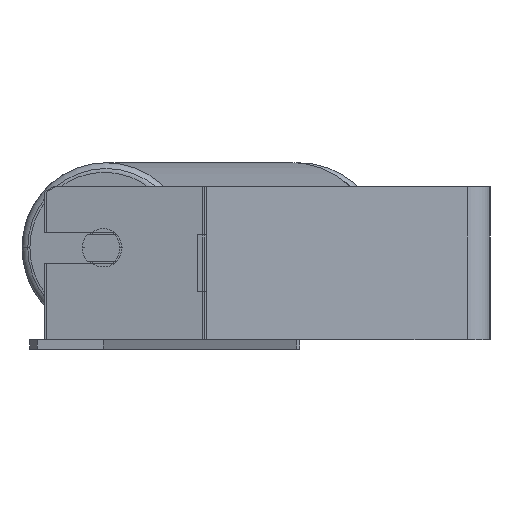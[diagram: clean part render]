
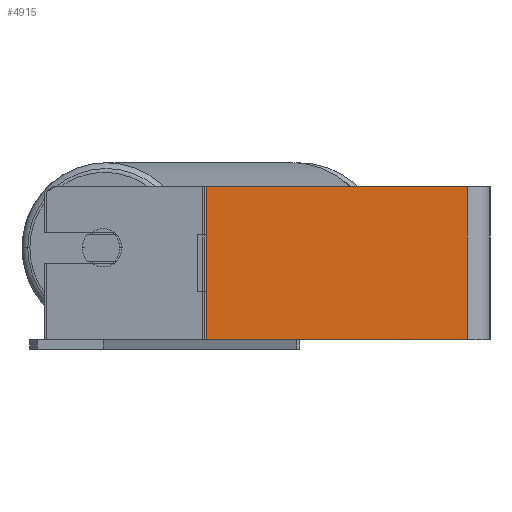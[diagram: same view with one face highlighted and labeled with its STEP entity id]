
A CAD part, left-side view. The second image highlights one B-rep face of the part: STEP entity #4915.
In plain terms, the highlighted planar face has unit normal (-1, 0, 0).
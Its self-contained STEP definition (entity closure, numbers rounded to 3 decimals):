
#10 = CARTESIAN_POINT ( 'NONE',  ( -900., 149.129, 40. ) ) ;
#107 = LINE ( 'NONE', #10, #2000 ) ;
#969 = ORIENTED_EDGE ( 'NONE', *, *, #8764, .F. ) ;
#1129 = DIRECTION ( 'NONE',  ( 0., 0., -1. ) ) ;
#1459 = ORIENTED_EDGE ( 'NONE', *, *, #7652, .F. ) ;
#2000 = VECTOR ( 'NONE', #7377, 1000. ) ;
#2604 = FACE_OUTER_BOUND ( 'NONE', #9019, .T. ) ;
#2632 = CARTESIAN_POINT ( 'NONE',  ( -900., 148.08, 40. ) ) ;
#2744 = DIRECTION ( 'NONE',  ( 1., 0., 0. ) ) ;
#2806 = CARTESIAN_POINT ( 'NONE',  ( -900., 12., -40. ) ) ;
#2916 = EDGE_CURVE ( 'NONE', #6762, #4640, #9163, .T. ) ;
#3441 = DIRECTION ( 'NONE',  ( 0., -1., 0. ) ) ;
#3578 = CARTESIAN_POINT ( 'NONE',  ( -900., 149.129, -40. ) ) ;
#3742 = ORIENTED_EDGE ( 'NONE', *, *, #5712, .T. ) ;
#3970 = CARTESIAN_POINT ( 'NONE',  ( -900., 149.129, 40. ) ) ;
#4204 = ORIENTED_EDGE ( 'NONE', *, *, #2916, .T. ) ;
#4640 = VERTEX_POINT ( 'NONE', #2806 ) ;
#4675 = AXIS2_PLACEMENT_3D ( 'NONE', #3970, #2744, #1129 ) ;
#4915 = ADVANCED_FACE ( 'NONE', ( #2604 ), #7010, .F. ) ;
#5502 = VECTOR ( 'NONE', #6326, 1000. ) ;
#5535 = LINE ( 'NONE', #9082, #5502 ) ;
#5591 = VECTOR ( 'NONE', #7699, 1000. ) ;
#5712 = EDGE_CURVE ( 'NONE', #7148, #6762, #9107, .T. ) ;
#5748 = CARTESIAN_POINT ( 'NONE',  ( -900., 12., 40. ) ) ;
#6326 = DIRECTION ( 'NONE',  ( 0., 0., -1. ) ) ;
#6762 = VERTEX_POINT ( 'NONE', #7432 ) ;
#7010 = PLANE ( 'NONE',  #4675 ) ;
#7148 = VERTEX_POINT ( 'NONE', #7608 ) ;
#7377 = DIRECTION ( 'NONE',  ( 0., -1., 0. ) ) ;
#7432 = CARTESIAN_POINT ( 'NONE',  ( -900., 148.08, -40. ) ) ;
#7608 = CARTESIAN_POINT ( 'NONE',  ( -900., 148.08, 40. ) ) ;
#7652 = EDGE_CURVE ( 'NONE', #7148, #7682, #107, .T. ) ;
#7682 = VERTEX_POINT ( 'NONE', #5748 ) ;
#7699 = DIRECTION ( 'NONE',  ( 0., 0., -1. ) ) ;
#8764 = EDGE_CURVE ( 'NONE', #7682, #4640, #5535, .T. ) ;
#9019 = EDGE_LOOP ( 'NONE', ( #4204, #969, #1459, #3742 ) ) ;
#9073 = VECTOR ( 'NONE', #3441, 1000. ) ;
#9082 = CARTESIAN_POINT ( 'NONE',  ( -900., 12., 40. ) ) ;
#9107 = LINE ( 'NONE', #2632, #5591 ) ;
#9163 = LINE ( 'NONE', #3578, #9073 ) ;
